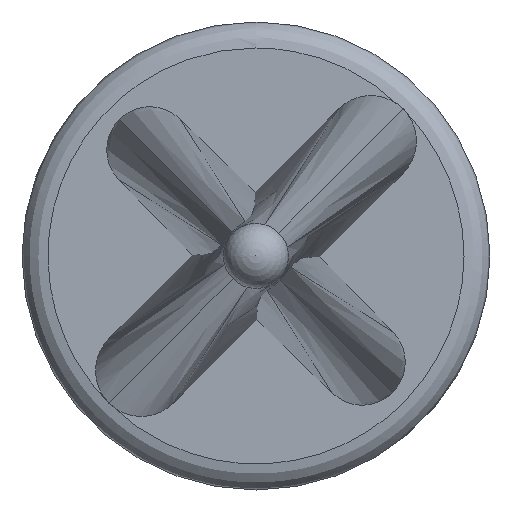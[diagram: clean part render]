
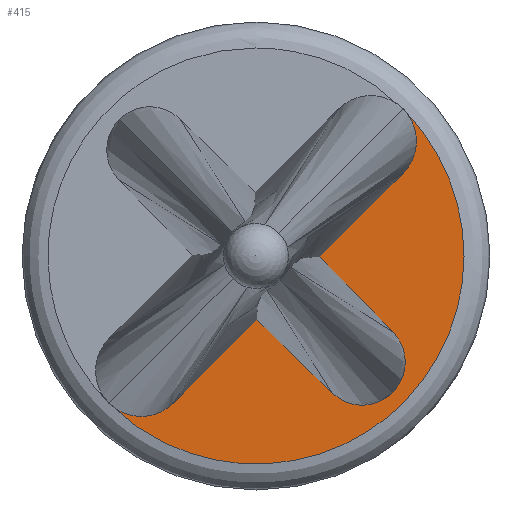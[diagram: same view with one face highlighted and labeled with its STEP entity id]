
A CAD part, front view. The second image highlights one B-rep face of the part: STEP entity #415.
In plain terms, the highlighted planar face has unit normal (0, -1, 0).
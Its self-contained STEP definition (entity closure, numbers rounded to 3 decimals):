
#20=(
BOUNDED_CURVE()
B_SPLINE_CURVE(3,(#1058,#1059,#1060,#1061,#1062,#1063,#1064,#1065,#1066,
#1067,#1068),.UNSPECIFIED.,.F.,.F.)
B_SPLINE_CURVE_WITH_KNOTS((4,1,1,1,1,1,1,1,4),(37.737,43.981,
50.264,56.547,62.83,69.113,75.396,
81.679,87.962),.UNSPECIFIED.)
CURVE()
GEOMETRIC_REPRESENTATION_ITEM()
RATIONAL_B_SPLINE_CURVE((1.,1.,1.,1.,1.,1.,1.,1.,1.,1.,1.))
REPRESENTATION_ITEM('')
);
#33=B_SPLINE_CURVE_WITH_KNOTS('',3,(#828,#829,#830,#831,#832,#833),
 .UNSPECIFIED.,.F.,.F.,(4,2,4),(-0.819,-0.403,0.),
 .UNSPECIFIED.);
#38=B_SPLINE_CURVE_WITH_KNOTS('',3,(#933,#934,#935,#936,#937,#938),
 .UNSPECIFIED.,.F.,.F.,(4,2,4),(-0.823,-0.418,0.),
 .UNSPECIFIED.);
#39=B_SPLINE_CURVE_WITH_KNOTS('',3,(#953,#954,#955,#956,#957,#958,#959,
#960,#961,#962),.UNSPECIFIED.,.F.,.F.,(4,2,2,2,4),(-0.514,-0.385,
-0.257,-0.13,0.),.UNSPECIFIED.);
#40=B_SPLINE_CURVE_WITH_KNOTS('',3,(#976,#977,#978,#979,#980,#981,#982,
#983,#984,#985),.UNSPECIFIED.,.F.,.F.,(4,2,2,2,4),(-0.514,-0.384,
-0.256,-0.129,0.),.UNSPECIFIED.);
#62=PLANE('',#458);
#86=FACE_OUTER_BOUND('',#111,.T.);
#111=EDGE_LOOP('',(#381,#382,#383,#384,#385,#386,#387,#388,#389));
#115=LINE('',#602,#135);
#116=LINE('',#648,#136);
#135=VECTOR('',#497,10.);
#136=VECTOR('',#498,10.);
#164=CIRCLE('',#446,3.5);
#167=CIRCLE('',#451,3.5);
#185=VERTEX_POINT('',#599);
#186=VERTEX_POINT('',#601);
#188=VERTEX_POINT('',#634);
#189=VERTEX_POINT('',#647);
#190=VERTEX_POINT('',#672);
#200=VERTEX_POINT('',#811);
#201=VERTEX_POINT('',#826);
#205=VERTEX_POINT('',#932);
#206=VERTEX_POINT('',#952);
#226=EDGE_CURVE('',#185,#186,#115,.T.);
#229=EDGE_CURVE('',#188,#189,#116,.T.);
#232=EDGE_CURVE('',#189,#190,#164,.T.);
#248=EDGE_CURVE('',#200,#185,#167,.T.);
#250=EDGE_CURVE('',#201,#188,#33,.T.);
#258=EDGE_CURVE('',#186,#205,#38,.T.);
#260=EDGE_CURVE('',#205,#206,#39,.T.);
#262=EDGE_CURVE('',#206,#201,#40,.T.);
#268=EDGE_CURVE('',#200,#190,#20,.T.);
#381=ORIENTED_EDGE('',*,*,#248,.F.);
#382=ORIENTED_EDGE('',*,*,#268,.T.);
#383=ORIENTED_EDGE('',*,*,#232,.F.);
#384=ORIENTED_EDGE('',*,*,#229,.F.);
#385=ORIENTED_EDGE('',*,*,#250,.F.);
#386=ORIENTED_EDGE('',*,*,#262,.F.);
#387=ORIENTED_EDGE('',*,*,#260,.F.);
#388=ORIENTED_EDGE('',*,*,#258,.F.);
#389=ORIENTED_EDGE('',*,*,#226,.F.);
#415=ADVANCED_FACE('',(#86),#62,.T.);
#446=AXIS2_PLACEMENT_3D('',#673,#500,#501);
#451=AXIS2_PLACEMENT_3D('',#813,#517,#518);
#458=AXIS2_PLACEMENT_3D('',#1079,#538,#539);
#497=DIRECTION('',(0.707,0.,0.707));
#498=DIRECTION('',(0.707,0.,0.707));
#500=DIRECTION('center_axis',(0.,-1.,0.));
#501=DIRECTION('ref_axis',(0.707,0.,0.707));
#517=DIRECTION('center_axis',(0.,-1.,0.));
#518=DIRECTION('ref_axis',(0.707,0.,-0.707));
#538=DIRECTION('center_axis',(0.,-1.,0.));
#539=DIRECTION('ref_axis',(1.,0.,0.));
#599=CARTESIAN_POINT('',(-6.275,-2.93,-11.183));
#601=CARTESIAN_POINT('',(0.157,-2.93,-4.752));
#602=CARTESIAN_POINT('',(-6.275,-2.93,-11.183));
#634=CARTESIAN_POINT('',(4.973,-2.93,0.065));
#647=CARTESIAN_POINT('',(11.403,-2.93,6.494));
#648=CARTESIAN_POINT('',(4.973,-2.93,0.065));
#672=CARTESIAN_POINT('',(11.403,-2.93,11.445));
#673=CARTESIAN_POINT('Origin',(8.928,-2.93,8.969));
#811=CARTESIAN_POINT('',(-11.196,-2.93,-11.211));
#813=CARTESIAN_POINT('Origin',(-8.75,-2.93,-8.708));
#826=CARTESIAN_POINT('',(10.648,-2.93,-5.752));
#828=CARTESIAN_POINT('Ctrl Pts',(10.648,-2.93,-5.752));
#829=CARTESIAN_POINT('Ctrl Pts',(9.68,-2.93,-4.749));
#830=CARTESIAN_POINT('Ctrl Pts',(8.742,-2.93,-3.78));
#831=CARTESIAN_POINT('Ctrl Pts',(6.833,-2.93,-1.822));
#832=CARTESIAN_POINT('Ctrl Pts',(5.917,-2.93,-0.89));
#833=CARTESIAN_POINT('Ctrl Pts',(4.973,-2.93,0.065));
#932=CARTESIAN_POINT('',(5.973,-2.93,-10.427));
#933=CARTESIAN_POINT('Ctrl Pts',(0.157,-2.93,-4.752));
#934=CARTESIAN_POINT('Ctrl Pts',(1.112,-2.93,-5.696));
#935=CARTESIAN_POINT('Ctrl Pts',(2.044,-2.93,-6.611));
#936=CARTESIAN_POINT('Ctrl Pts',(4.002,-2.93,-8.52));
#937=CARTESIAN_POINT('Ctrl Pts',(4.971,-2.93,-9.459));
#938=CARTESIAN_POINT('Ctrl Pts',(5.973,-2.93,-10.427));
#952=CARTESIAN_POINT('',(10.595,-2.93,-10.373));
#953=CARTESIAN_POINT('Ctrl Pts',(5.973,-2.93,-10.427));
#954=CARTESIAN_POINT('Ctrl Pts',(6.284,-2.93,-10.724));
#955=CARTESIAN_POINT('Ctrl Pts',(6.649,-2.93,-10.958));
#956=CARTESIAN_POINT('Ctrl Pts',(7.444,-2.93,-11.27));
#957=CARTESIAN_POINT('Ctrl Pts',(7.864,-2.93,-11.347));
#958=CARTESIAN_POINT('Ctrl Pts',(8.713,-2.93,-11.339));
#959=CARTESIAN_POINT('Ctrl Pts',(9.133,-2.93,-11.253));
#960=CARTESIAN_POINT('Ctrl Pts',(9.925,-2.93,-10.923));
#961=CARTESIAN_POINT('Ctrl Pts',(10.288,-2.93,-10.679));
#962=CARTESIAN_POINT('Ctrl Pts',(10.595,-2.93,-10.373));
#976=CARTESIAN_POINT('Ctrl Pts',(10.595,-2.93,-10.373));
#977=CARTESIAN_POINT('Ctrl Pts',(10.901,-2.93,-10.067));
#978=CARTESIAN_POINT('Ctrl Pts',(11.144,-2.93,-9.704));
#979=CARTESIAN_POINT('Ctrl Pts',(11.474,-2.93,-8.912));
#980=CARTESIAN_POINT('Ctrl Pts',(11.56,-2.93,-8.492));
#981=CARTESIAN_POINT('Ctrl Pts',(11.569,-2.93,-7.643));
#982=CARTESIAN_POINT('Ctrl Pts',(11.491,-2.93,-7.222));
#983=CARTESIAN_POINT('Ctrl Pts',(11.179,-2.93,-6.428));
#984=CARTESIAN_POINT('Ctrl Pts',(10.946,-2.93,-6.062));
#985=CARTESIAN_POINT('Ctrl Pts',(10.648,-2.93,-5.752));
#1058=CARTESIAN_POINT('Ctrl Pts',(-11.196,-2.93,-11.211));
#1059=CARTESIAN_POINT('Ctrl Pts',(-9.721,-2.93,-12.68));
#1060=CARTESIAN_POINT('Ctrl Pts',(-6.179,-2.93,-15.04));
#1061=CARTESIAN_POINT('Ctrl Pts',(0.091,-2.93,
-16.287));
#1062=CARTESIAN_POINT('Ctrl Pts',(6.373,-2.93,-15.037));
#1063=CARTESIAN_POINT('Ctrl Pts',(11.699,-2.93,-11.477));
#1064=CARTESIAN_POINT('Ctrl Pts',(15.258,-2.93,-6.151));
#1065=CARTESIAN_POINT('Ctrl Pts',(16.507,-2.93,0.131));
#1066=CARTESIAN_POINT('Ctrl Pts',(15.257,-2.93,6.414));
#1067=CARTESIAN_POINT('Ctrl Pts',(12.884,-2.93,9.964));
#1068=CARTESIAN_POINT('Ctrl Pts',(11.403,-2.93,11.445));
#1079=CARTESIAN_POINT('Origin',(0.089,-2.93,18.13));
